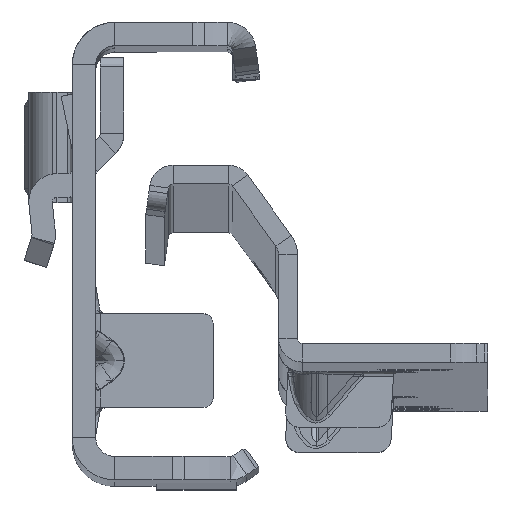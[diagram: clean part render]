
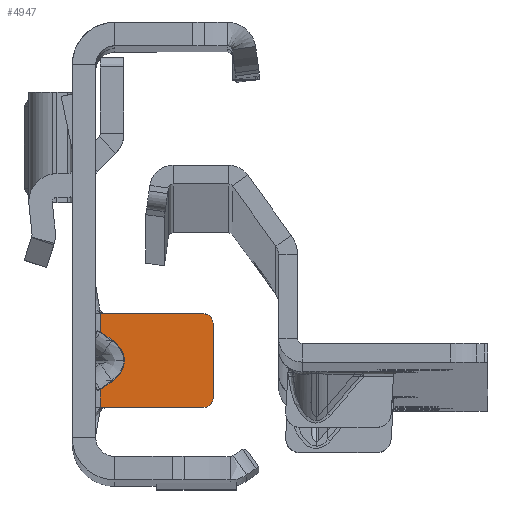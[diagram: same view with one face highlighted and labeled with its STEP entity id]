
A CAD part, top view. The second image highlights one B-rep face of the part: STEP entity #4947.
In plain terms, the highlighted planar face has unit normal (0, 0, 1).
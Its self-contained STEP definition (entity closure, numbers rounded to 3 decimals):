
#260 = ORIENTED_EDGE ( 'NONE', *, *, #10305, .F. ) ;
#314 = VERTEX_POINT ( 'NONE', #17032 ) ;
#321 = EDGE_CURVE ( 'NONE', #3133, #16417, #3969, .T. ) ;
#372 = LINE ( 'NONE', #12062, #3498 ) ;
#439 = CARTESIAN_POINT ( 'NONE',  ( 0.5, -13.681, -391.5 ) ) ;
#919 = DIRECTION ( 'NONE',  ( 0., 1., 0. ) ) ;
#965 = CARTESIAN_POINT ( 'NONE',  ( -1.826, -15.6, -391.5 ) ) ;
#1262 =( BOUNDED_CURVE ( )  B_SPLINE_CURVE ( 3, ( #15733, #6938, #8384, #17038 ),
 .UNSPECIFIED., .F., .T. ) 
 B_SPLINE_CURVE_WITH_KNOTS ( ( 4, 4 ),
 ( 2.356, 3.927 ),
 .UNSPECIFIED. ) 
 CURVE ( )  GEOMETRIC_REPRESENTATION_ITEM ( )  RATIONAL_B_SPLINE_CURVE ( ( 1., 0.805, 0.805, 1. ) ) 
 REPRESENTATION_ITEM ( '' )  );
#1285 = PLANE ( 'NONE',  #5920 ) ;
#1626 = LINE ( 'NONE', #6318, #8494 ) ;
#2143 = ORIENTED_EDGE ( 'NONE', *, *, #7468, .F. ) ;
#2234 = EDGE_CURVE ( 'NONE', #16336, #14331, #8248, .T. ) ;
#2457 = DIRECTION ( 'NONE',  ( 0., 1., 0. ) ) ;
#2637 = AXIS2_PLACEMENT_3D ( 'NONE', #18139, #12347, #5085 ) ;
#2841 = CARTESIAN_POINT ( 'NONE',  ( 11.5, -15.6, -391.5 ) ) ;
#2938 = LINE ( 'NONE', #4625, #4096 ) ;
#3133 = VERTEX_POINT ( 'NONE', #9709 ) ;
#3498 = VECTOR ( 'NONE', #10640, 1000. ) ;
#3803 = CARTESIAN_POINT ( 'NONE',  ( 0.5, 22.3, -391.5 ) ) ;
#3969 = LINE ( 'NONE', #8464, #13668 ) ;
#4096 = VECTOR ( 'NONE', #4530, 1000. ) ;
#4436 = VECTOR ( 'NONE', #4541, 1000. ) ;
#4530 = DIRECTION ( 'NONE',  ( 0.816, 0.577, 0. ) ) ;
#4541 = DIRECTION ( 'NONE',  ( -1., 0., 0. ) ) ;
#4559 = VECTOR ( 'NONE', #919, 1000. ) ;
#4594 = DIRECTION ( 'NONE',  ( -0.816, 0.577, 0. ) ) ;
#4625 = CARTESIAN_POINT ( 'NONE',  ( 2.624, -12.179, -391.5 ) ) ;
#4947 = ADVANCED_FACE ( 'NONE', ( #11455 ), #1285, .F. ) ;
#5085 = DIRECTION ( 'NONE',  ( 0., 1., 0. ) ) ;
#5364 = EDGE_CURVE ( 'NONE', #8440, #314, #1626, .T. ) ;
#5609 = DIRECTION ( 'NONE',  ( 0., 0., -1. ) ) ;
#5721 = CARTESIAN_POINT ( 'NONE',  ( 12.5, -14.6, -391.5 ) ) ;
#5772 = CARTESIAN_POINT ( 'NONE',  ( -1.826, -15.6, -391.5 ) ) ;
#5920 = AXIS2_PLACEMENT_3D ( 'NONE', #12691, #5609, #2457 ) ;
#5999 = ORIENTED_EDGE ( 'NONE', *, *, #13500, .T. ) ;
#6079 = LINE ( 'NONE', #11912, #4436 ) ;
#6094 = CARTESIAN_POINT ( 'NONE',  ( 0.5, -5.6, -391.5 ) ) ;
#6191 = CARTESIAN_POINT ( 'NONE',  ( 0.5, -15.6, -391.5 ) ) ;
#6318 = CARTESIAN_POINT ( 'NONE',  ( 12.5, -6.6, -391.5 ) ) ;
#6684 = CIRCLE ( 'NONE', #9137, 1. ) ;
#6938 = CARTESIAN_POINT ( 'NONE',  ( 3.573, -11.508, -391.5 ) ) ;
#6970 = ORIENTED_EDGE ( 'NONE', *, *, #15688, .T. ) ;
#7468 = EDGE_CURVE ( 'NONE', #13460, #9620, #2938, .T. ) ;
#7721 = CARTESIAN_POINT ( 'NONE',  ( 1.757, -8.408, -391.5 ) ) ;
#8248 = LINE ( 'NONE', #965, #13171 ) ;
#8384 = CARTESIAN_POINT ( 'NONE',  ( 3.573, -9.692, -391.5 ) ) ;
#8411 = ORIENTED_EDGE ( 'NONE', *, *, #321, .T. ) ;
#8440 = VERTEX_POINT ( 'NONE', #5721 ) ;
#8464 = CARTESIAN_POINT ( 'NONE',  ( -1.826, -5.6, -391.5 ) ) ;
#8494 = VECTOR ( 'NONE', #13481, 1000. ) ;
#8866 = VECTOR ( 'NONE', #13211, 1000. ) ;
#8870 = ORIENTED_EDGE ( 'NONE', *, *, #2234, .T. ) ;
#8941 = EDGE_CURVE ( 'NONE', #16336, #13460, #372, .T. ) ;
#9072 = CARTESIAN_POINT ( 'NONE',  ( 11.5, -5.6, -391.5 ) ) ;
#9137 = AXIS2_PLACEMENT_3D ( 'NONE', #17816, #16775, #15078 ) ;
#9245 = ORIENTED_EDGE ( 'NONE', *, *, #10921, .T. ) ;
#9563 = VERTEX_POINT ( 'NONE', #9072 ) ;
#9620 = VERTEX_POINT ( 'NONE', #11933 ) ;
#9709 = CARTESIAN_POINT ( 'NONE',  ( 0.708, -5.6, -391.5 ) ) ;
#9986 = EDGE_CURVE ( 'NONE', #9563, #3133, #6079, .T. ) ;
#10305 = EDGE_CURVE ( 'NONE', #16105, #18352, #17645, .T. ) ;
#10640 = DIRECTION ( 'NONE',  ( 0., 1., 0. ) ) ;
#10811 = ORIENTED_EDGE ( 'NONE', *, *, #13666, .F. ) ;
#10895 = CIRCLE ( 'NONE', #2637, 1. ) ;
#10921 = EDGE_CURVE ( 'NONE', #11801, #8440, #10895, .T. ) ;
#10937 = DIRECTION ( 'NONE',  ( 1., 0., 0. ) ) ;
#11265 = ORIENTED_EDGE ( 'NONE', *, *, #12708, .F. ) ;
#11455 = FACE_OUTER_BOUND ( 'NONE', #13501, .T. ) ;
#11801 = VERTEX_POINT ( 'NONE', #2841 ) ;
#11912 = CARTESIAN_POINT ( 'NONE',  ( -1.826, -5.6, -391.5 ) ) ;
#11933 = CARTESIAN_POINT ( 'NONE',  ( 1.757, -12.792, -391.5 ) ) ;
#12062 = CARTESIAN_POINT ( 'NONE',  ( 0.5, 22.3, -391.5 ) ) ;
#12075 = VECTOR ( 'NONE', #4594, 1000. ) ;
#12284 = ORIENTED_EDGE ( 'NONE', *, *, #8941, .F. ) ;
#12347 = DIRECTION ( 'NONE',  ( 0., 0., 1. ) ) ;
#12530 = ORIENTED_EDGE ( 'NONE', *, *, #9986, .T. ) ;
#12691 = CARTESIAN_POINT ( 'NONE',  ( -7.326, 22.3, -391.5 ) ) ;
#12708 = EDGE_CURVE ( 'NONE', #9620, #16105, #1262, .T. ) ;
#13111 = CARTESIAN_POINT ( 'NONE',  ( 1.367, -8.131, -391.5 ) ) ;
#13171 = VECTOR ( 'NONE', #10937, 1000. ) ;
#13211 = DIRECTION ( 'NONE',  ( 1., 0., 0. ) ) ;
#13460 = VERTEX_POINT ( 'NONE', #439 ) ;
#13481 = DIRECTION ( 'NONE',  ( 0., 1., 0. ) ) ;
#13500 = EDGE_CURVE ( 'NONE', #314, #9563, #6684, .T. ) ;
#13501 = EDGE_LOOP ( 'NONE', ( #260, #11265, #2143, #12284, #8870, #6970, #9245, #13702, #5999, #12530, #8411, #10811 ) ) ;
#13666 = EDGE_CURVE ( 'NONE', #18352, #16417, #16868, .T. ) ;
#13668 = VECTOR ( 'NONE', #14282, 1000. ) ;
#13702 = ORIENTED_EDGE ( 'NONE', *, *, #5364, .T. ) ;
#13978 = CARTESIAN_POINT ( 'NONE',  ( 0.708, -15.6, -391.5 ) ) ;
#14282 = DIRECTION ( 'NONE',  ( -1., 0., 0. ) ) ;
#14331 = VERTEX_POINT ( 'NONE', #13978 ) ;
#15078 = DIRECTION ( 'NONE',  ( 0., -1., 0. ) ) ;
#15688 = EDGE_CURVE ( 'NONE', #14331, #11801, #18715, .T. ) ;
#15733 = CARTESIAN_POINT ( 'NONE',  ( 1.757, -12.792, -391.5 ) ) ;
#16105 = VERTEX_POINT ( 'NONE', #7721 ) ;
#16336 = VERTEX_POINT ( 'NONE', #6191 ) ;
#16417 = VERTEX_POINT ( 'NONE', #6094 ) ;
#16626 = CARTESIAN_POINT ( 'NONE',  ( 0.5, -7.519, -391.5 ) ) ;
#16775 = DIRECTION ( 'NONE',  ( 0., 0., 1. ) ) ;
#16868 = LINE ( 'NONE', #3803, #4559 ) ;
#17032 = CARTESIAN_POINT ( 'NONE',  ( 12.5, -6.6, -391.5 ) ) ;
#17038 = CARTESIAN_POINT ( 'NONE',  ( 1.757, -8.408, -391.5 ) ) ;
#17645 = LINE ( 'NONE', #13111, #12075 ) ;
#17816 = CARTESIAN_POINT ( 'NONE',  ( 11.5, -6.6, -391.5 ) ) ;
#18139 = CARTESIAN_POINT ( 'NONE',  ( 11.5, -14.6, -391.5 ) ) ;
#18352 = VERTEX_POINT ( 'NONE', #16626 ) ;
#18715 = LINE ( 'NONE', #5772, #8866 ) ;
